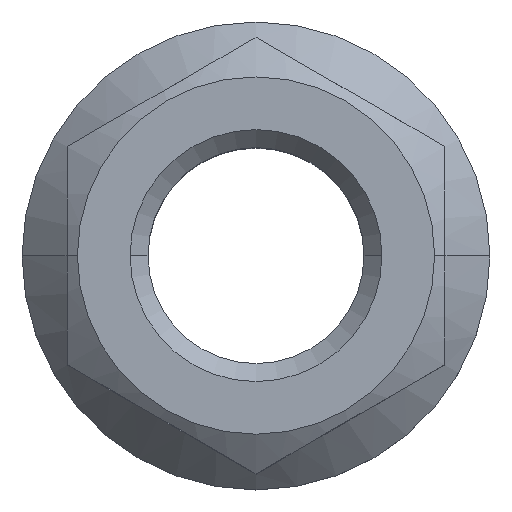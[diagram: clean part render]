
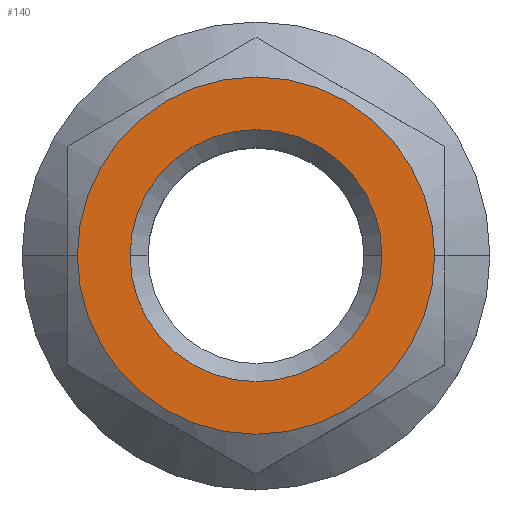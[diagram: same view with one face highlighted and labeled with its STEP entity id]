
A CAD part, top view. The second image highlights one B-rep face of the part: STEP entity #140.
In plain terms, the highlighted planar face has unit normal (0, 0, 1).
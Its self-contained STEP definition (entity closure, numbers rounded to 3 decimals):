
#8 = VERTEX_POINT ( 'NONE', #710 ) ;
#62 = ORIENTED_EDGE ( 'NONE', *, *, #637, .T. ) ;
#64 = DIRECTION ( 'NONE',  ( 0., 0., 1. ) ) ;
#86 = AXIS2_PLACEMENT_3D ( 'NONE', #599, #161, #223 ) ;
#92 = DIRECTION ( 'NONE',  ( 0., 0., -1. ) ) ;
#109 = DIRECTION ( 'NONE',  ( 1., 0., 0. ) ) ;
#137 = ORIENTED_EDGE ( 'NONE', *, *, #258, .T. ) ;
#140 = ADVANCED_FACE ( 'NONE', ( #272, #243 ), #242, .T. ) ;
#155 = VERTEX_POINT ( 'NONE', #179 ) ;
#156 = DIRECTION ( 'NONE',  ( 1., 0., 0. ) ) ;
#161 = DIRECTION ( 'NONE',  ( 0., 0., -1. ) ) ;
#179 = CARTESIAN_POINT ( 'NONE',  ( 9.925, 0., 12.8 ) ) ;
#223 = DIRECTION ( 'NONE',  ( 1., 0., 0. ) ) ;
#240 = CARTESIAN_POINT ( 'NONE',  ( -7., 0., 12.8 ) ) ;
#242 = PLANE ( 'NONE',  #481 ) ;
#243 = FACE_OUTER_BOUND ( 'NONE', #439, .T. ) ;
#258 = EDGE_CURVE ( 'NONE', #542, #688, #448, .T. ) ;
#272 = FACE_BOUND ( 'NONE', #523, .T. ) ;
#284 = DIRECTION ( 'NONE',  ( 1., 0., 0. ) ) ;
#286 = CARTESIAN_POINT ( 'NONE',  ( 0., 0., 12.8 ) ) ;
#304 = CARTESIAN_POINT ( 'NONE',  ( 0., 0., 12.8 ) ) ;
#330 = EDGE_CURVE ( 'NONE', #688, #542, #402, .T. ) ;
#343 = DIRECTION ( 'NONE',  ( 0., 0., 1. ) ) ;
#379 = CIRCLE ( 'NONE', #767, 9.925 ) ;
#401 = CIRCLE ( 'NONE', #474, 9.925 ) ;
#402 = CIRCLE ( 'NONE', #423, 7. ) ;
#423 = AXIS2_PLACEMENT_3D ( 'NONE', #286, #92, #156 ) ;
#424 = CARTESIAN_POINT ( 'NONE',  ( 0., -12.124, 12.8 ) ) ;
#439 = EDGE_LOOP ( 'NONE', ( #62, #603 ) ) ;
#448 = CIRCLE ( 'NONE', #86, 7. ) ;
#473 = EDGE_CURVE ( 'NONE', #155, #8, #401, .T. ) ;
#474 = AXIS2_PLACEMENT_3D ( 'NONE', #602, #343, #284 ) ;
#481 = AXIS2_PLACEMENT_3D ( 'NONE', #424, #64, #556 ) ;
#523 = EDGE_LOOP ( 'NONE', ( #766, #137 ) ) ;
#542 = VERTEX_POINT ( 'NONE', #240 ) ;
#556 = DIRECTION ( 'NONE',  ( 1., 0., 0. ) ) ;
#599 = CARTESIAN_POINT ( 'NONE',  ( 0., 0., 12.8 ) ) ;
#602 = CARTESIAN_POINT ( 'NONE',  ( 0., 0., 12.8 ) ) ;
#603 = ORIENTED_EDGE ( 'NONE', *, *, #473, .T. ) ;
#623 = DIRECTION ( 'NONE',  ( 0., 0., 1. ) ) ;
#637 = EDGE_CURVE ( 'NONE', #8, #155, #379, .T. ) ;
#688 = VERTEX_POINT ( 'NONE', #729 ) ;
#710 = CARTESIAN_POINT ( 'NONE',  ( -9.925, 0., 12.8 ) ) ;
#729 = CARTESIAN_POINT ( 'NONE',  ( 7., 0., 12.8 ) ) ;
#766 = ORIENTED_EDGE ( 'NONE', *, *, #330, .T. ) ;
#767 = AXIS2_PLACEMENT_3D ( 'NONE', #304, #623, #109 ) ;
